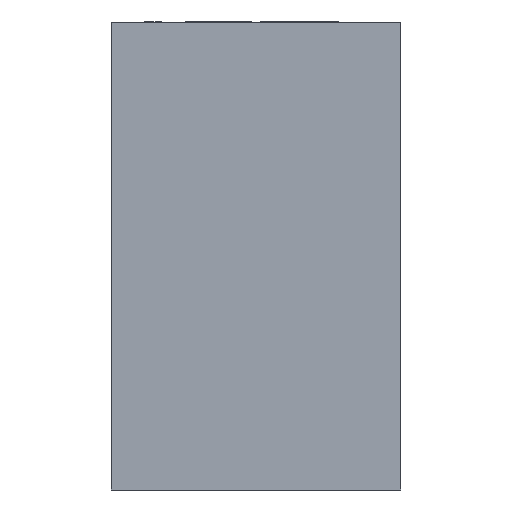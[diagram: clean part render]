
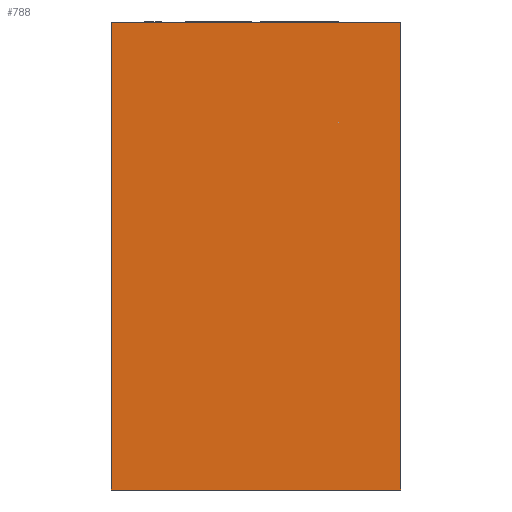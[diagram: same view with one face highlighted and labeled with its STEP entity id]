
A CAD part, left-side view. The second image highlights one B-rep face of the part: STEP entity #788.
In plain terms, the highlighted planar face has unit normal (-1, 0, 0).
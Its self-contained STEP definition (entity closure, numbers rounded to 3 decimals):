
#67 = CARTESIAN_POINT ( 'NONE',  ( 0., 150., 5. ) ) ;
#129 = ORIENTED_EDGE ( 'NONE', *, *, #2454, .F. ) ;
#450 = B_SPLINE_CURVE_WITH_KNOTS ( 'NONE', 3,
 ( #3001, #1359, #2679, #3348 ),
 .UNSPECIFIED., .F., .F.,
 ( 4, 4 ),
 ( 0., 1. ),
 .UNSPECIFIED. ) ;
#571 = VERTEX_POINT ( 'NONE', #2555 ) ;
#577 = ORIENTED_EDGE ( 'NONE', *, *, #906, .T. ) ;
#612 = CARTESIAN_POINT ( 'NONE',  ( 0., 150., 58.4 ) ) ;
#651 = EDGE_LOOP ( 'NONE', ( #3600, #129, #577, #3209 ) ) ;
#788 = ADVANCED_FACE ( 'NONE', ( #1342 ), #3674, .T. ) ;
#906 = EDGE_CURVE ( 'NONE', #3537, #571, #1300, .T. ) ;
#1014 = CARTESIAN_POINT ( 'NONE',  ( 0., 139., 58.4 ) ) ;
#1165 = CARTESIAN_POINT ( 'NONE',  ( 0., 117., 5. ) ) ;
#1298 = DIRECTION ( 'NONE',  ( -1., 0., 0. ) ) ;
#1300 = B_SPLINE_CURVE_WITH_KNOTS ( 'NONE', 3,
 ( #3454, #3135, #4121, #1165 ),
 .UNSPECIFIED., .F., .F.,
 ( 4, 4 ),
 ( 0., 1. ),
 .UNSPECIFIED. ) ;
#1342 = FACE_OUTER_BOUND ( 'NONE', #651, .T. ) ;
#1359 = CARTESIAN_POINT ( 'NONE',  ( 0., 150., 22.8 ) ) ;
#1830 = VERTEX_POINT ( 'NONE', #4150 ) ;
#1855 = CARTESIAN_POINT ( 'NONE',  ( 0., 117., 40.6 ) ) ;
#1879 = CARTESIAN_POINT ( 'NONE',  ( 0., 117., 5. ) ) ;
#1880 = AXIS2_PLACEMENT_3D ( 'NONE', #2710, #1298, #4039 ) ;
#2112 = EDGE_CURVE ( 'NONE', #2569, #1830, #2181, .T. ) ;
#2181 = B_SPLINE_CURVE_WITH_KNOTS ( 'NONE', 3,
 ( #2690, #1014, #2340, #3652 ),
 .UNSPECIFIED., .F., .F.,
 ( 4, 4 ),
 ( 0., 1. ),
 .UNSPECIFIED. ) ;
#2340 = CARTESIAN_POINT ( 'NONE',  ( 0., 128., 58.4 ) ) ;
#2454 = EDGE_CURVE ( 'NONE', #3537, #2569, #450, .T. ) ;
#2555 = CARTESIAN_POINT ( 'NONE',  ( 0., 117., 5. ) ) ;
#2569 = VERTEX_POINT ( 'NONE', #612 ) ;
#2679 = CARTESIAN_POINT ( 'NONE',  ( 0., 150., 40.6 ) ) ;
#2690 = CARTESIAN_POINT ( 'NONE',  ( 0., 150., 58.4 ) ) ;
#2710 = CARTESIAN_POINT ( 'NONE',  ( 0., 125.5, 40.2 ) ) ;
#3001 = CARTESIAN_POINT ( 'NONE',  ( 0., 150., 5. ) ) ;
#3135 = CARTESIAN_POINT ( 'NONE',  ( 0., 139., 5. ) ) ;
#3176 = CARTESIAN_POINT ( 'NONE',  ( 0., 117., 22.8 ) ) ;
#3209 = ORIENTED_EDGE ( 'NONE', *, *, #3476, .T. ) ;
#3348 = CARTESIAN_POINT ( 'NONE',  ( 0., 150., 58.4 ) ) ;
#3454 = CARTESIAN_POINT ( 'NONE',  ( 0., 150., 5. ) ) ;
#3476 = EDGE_CURVE ( 'NONE', #571, #1830, #3658, .T. ) ;
#3537 = VERTEX_POINT ( 'NONE', #67 ) ;
#3600 = ORIENTED_EDGE ( 'NONE', *, *, #2112, .F. ) ;
#3652 = CARTESIAN_POINT ( 'NONE',  ( 0., 117., 58.4 ) ) ;
#3658 = B_SPLINE_CURVE_WITH_KNOTS ( 'NONE', 3,
 ( #1879, #3176, #1855, #4183 ),
 .UNSPECIFIED., .F., .F.,
 ( 4, 4 ),
 ( 0., 1. ),
 .UNSPECIFIED. ) ;
#3674 = PLANE ( 'NONE',  #1880 ) ;
#4039 = DIRECTION ( 'NONE',  ( 0., -1., 0. ) ) ;
#4121 = CARTESIAN_POINT ( 'NONE',  ( 0., 128., 5. ) ) ;
#4150 = CARTESIAN_POINT ( 'NONE',  ( 0., 117., 58.4 ) ) ;
#4183 = CARTESIAN_POINT ( 'NONE',  ( 0., 117., 58.4 ) ) ;
